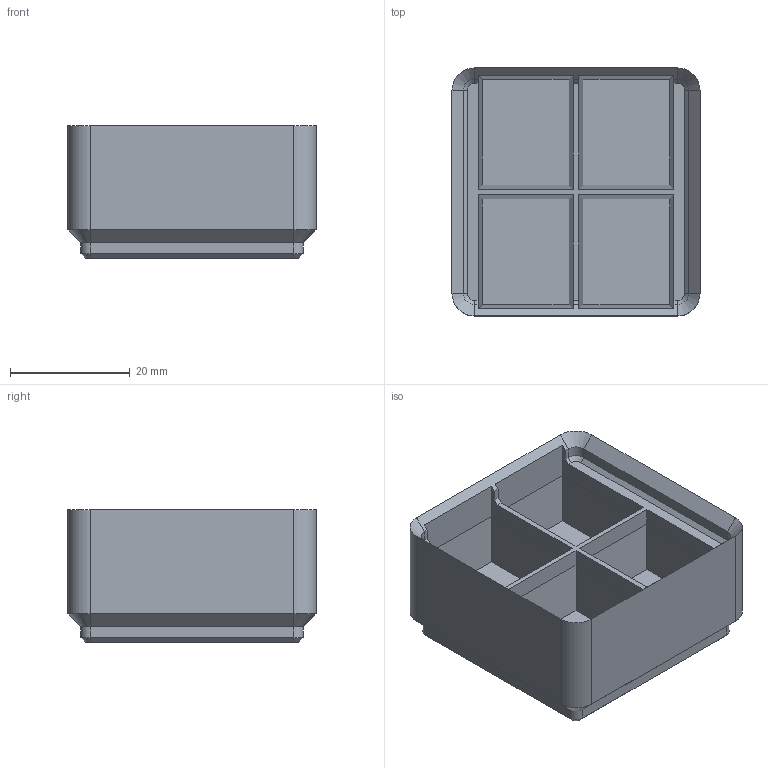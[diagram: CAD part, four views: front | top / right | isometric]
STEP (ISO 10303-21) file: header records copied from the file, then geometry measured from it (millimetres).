
FILE_DESCRIPTION(('Open CASCADE Model'),'2;1');
FILE_NAME('Open CASCADE Shape Model','2024-03-14T21:57:05',('Author'),( 'Open CASCADE'),'Open CASCADE STEP processor 7.5','Open CASCADE 7.5' ,'Unknown');
FILE_SCHEMA(('AUTOMOTIVE_DESIGN { 1 0 10303 214 1 1 1 1 }'));
Length unit declared in the file: millimetre
Products named in the file (1): Open CASCADE STEP translator 7.5 6
Bounding box: 41.5 x 41.5 x 22.2 mm (x, y, z)
Volume: 16456.5 mm3; surface area: 10349.4 mm2
Topology: 1 solids, 1 shells, 139 faces, 332 edges, 200 vertices
Faces by surface type: plane 87, cylinder 20, cone 16, bspline 16
Full cylindrical faces by diameter (mm): 3 x4, 6.5 x4
Entity records: 8063 total; most frequent: CARTESIAN_POINT 1613, DIRECTION 1111, ORIENTED_EDGE 664, PCURVE 664, DEFINITIONAL_REPRESENTATION 664, LINE 659, VECTOR 659, EDGE_CURVE 332
